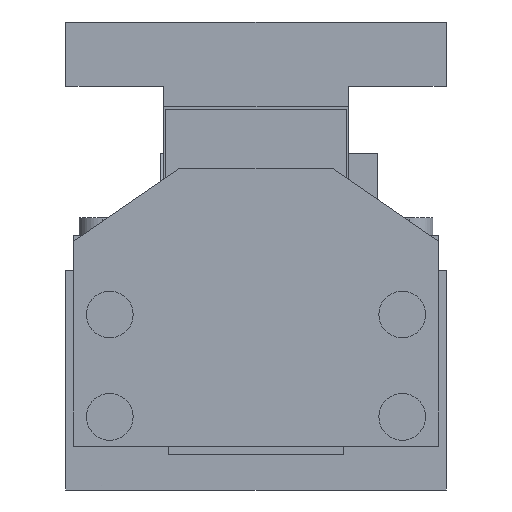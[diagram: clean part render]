
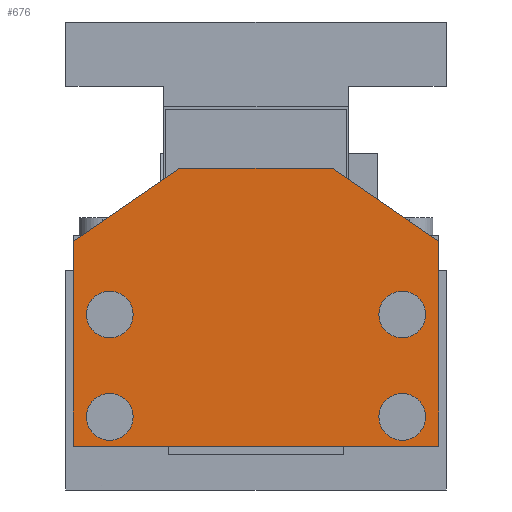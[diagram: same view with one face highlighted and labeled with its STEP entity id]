
A CAD part, left-side view. The second image highlights one B-rep face of the part: STEP entity #676.
In plain terms, the highlighted planar face has unit normal (-1, 0, 0).
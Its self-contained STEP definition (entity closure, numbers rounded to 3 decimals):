
#403=CARTESIAN_POINT('Line Origine',(-15.,0.,15.)) ;
#407=CARTESIAN_POINT('Vertex',(-15.,-62.5,15.)) ;
#409=CARTESIAN_POINT('Vertex',(-15.,62.5,15.)) ;
#436=CARTESIAN_POINT('Line Origine',(-15.,-62.5,50.)) ;
#440=CARTESIAN_POINT('Vertex',(-15.,-62.5,85.)) ;
#461=CARTESIAN_POINT('Line Origine',(-15.,62.5,50.)) ;
#465=CARTESIAN_POINT('Vertex',(-15.,62.5,85.)) ;
#486=CARTESIAN_POINT('Line Origine',(-15.,44.25,97.5)) ;
#490=CARTESIAN_POINT('Vertex',(-15.,26.,110.)) ;
#510=CARTESIAN_POINT('Line Origine',(-15.,0.,110.)) ;
#514=CARTESIAN_POINT('Vertex',(-15.,-26.,110.)) ;
#534=CARTESIAN_POINT('Line Origine',(-15.,-44.25,97.5)) ;
#591=CARTESIAN_POINT('Axis2P3D Location',(-15.,0.,0.)) ;
#604=CARTESIAN_POINT('Axis2P3D Location',(-15.,-50.,25.)) ;
#608=CARTESIAN_POINT('Vertex',(-15.,-42.,25.)) ;
#610=CARTESIAN_POINT('Vertex',(-15.,-58.,25.)) ;
#613=CARTESIAN_POINT('Axis2P3D Location',(-15.,-50.,25.)) ;
#622=CARTESIAN_POINT('Axis2P3D Location',(-15.,-50.,60.)) ;
#626=CARTESIAN_POINT('Vertex',(-15.,-42.,60.)) ;
#628=CARTESIAN_POINT('Vertex',(-15.,-58.,60.)) ;
#631=CARTESIAN_POINT('Axis2P3D Location',(-15.,-50.,60.)) ;
#640=CARTESIAN_POINT('Axis2P3D Location',(-15.,50.,60.)) ;
#644=CARTESIAN_POINT('Vertex',(-15.,58.,60.)) ;
#646=CARTESIAN_POINT('Vertex',(-15.,42.,60.)) ;
#649=CARTESIAN_POINT('Axis2P3D Location',(-15.,50.,60.)) ;
#658=CARTESIAN_POINT('Axis2P3D Location',(-15.,50.,25.)) ;
#662=CARTESIAN_POINT('Vertex',(-15.,58.,25.)) ;
#664=CARTESIAN_POINT('Vertex',(-15.,42.,25.)) ;
#667=CARTESIAN_POINT('Axis2P3D Location',(-15.,50.,25.)) ;
#404=DIRECTION('Vector Direction',(0.,-1.,0.)) ;
#437=DIRECTION('Vector Direction',(0.,0.,1.)) ;
#462=DIRECTION('Vector Direction',(0.,0.,-1.)) ;
#487=DIRECTION('Vector Direction',(0.,0.825,-0.565)) ;
#511=DIRECTION('Vector Direction',(0.,1.,0.)) ;
#535=DIRECTION('Vector Direction',(0.,0.825,0.565)) ;
#592=DIRECTION('Axis2P3D Direction',(1.,0.,0.)) ;
#593=DIRECTION('Axis2P3D XDirection',(0.,1.,0.)) ;
#605=DIRECTION('Axis2P3D Direction',(1.,0.,0.)) ;
#614=DIRECTION('Axis2P3D Direction',(1.,0.,0.)) ;
#623=DIRECTION('Axis2P3D Direction',(1.,0.,0.)) ;
#632=DIRECTION('Axis2P3D Direction',(1.,0.,0.)) ;
#641=DIRECTION('Axis2P3D Direction',(1.,0.,0.)) ;
#650=DIRECTION('Axis2P3D Direction',(1.,0.,0.)) ;
#659=DIRECTION('Axis2P3D Direction',(1.,0.,0.)) ;
#668=DIRECTION('Axis2P3D Direction',(1.,0.,0.)) ;
#594=AXIS2_PLACEMENT_3D('Plane Axis2P3D',#591,#592,#593) ;
#606=AXIS2_PLACEMENT_3D('Circle Axis2P3D',#604,#605,$) ;
#615=AXIS2_PLACEMENT_3D('Circle Axis2P3D',#613,#614,$) ;
#624=AXIS2_PLACEMENT_3D('Circle Axis2P3D',#622,#623,$) ;
#633=AXIS2_PLACEMENT_3D('Circle Axis2P3D',#631,#632,$) ;
#642=AXIS2_PLACEMENT_3D('Circle Axis2P3D',#640,#641,$) ;
#651=AXIS2_PLACEMENT_3D('Circle Axis2P3D',#649,#650,$) ;
#660=AXIS2_PLACEMENT_3D('Circle Axis2P3D',#658,#659,$) ;
#669=AXIS2_PLACEMENT_3D('Circle Axis2P3D',#667,#668,$) ;
#597=ORIENTED_EDGE('',*,*,#442,.F.) ;
#598=ORIENTED_EDGE('',*,*,#538,.F.) ;
#599=ORIENTED_EDGE('',*,*,#516,.F.) ;
#600=ORIENTED_EDGE('',*,*,#492,.F.) ;
#601=ORIENTED_EDGE('',*,*,#467,.F.) ;
#602=ORIENTED_EDGE('',*,*,#411,.F.) ;
#619=ORIENTED_EDGE('',*,*,#612,.F.) ;
#620=ORIENTED_EDGE('',*,*,#617,.F.) ;
#637=ORIENTED_EDGE('',*,*,#630,.F.) ;
#638=ORIENTED_EDGE('',*,*,#635,.F.) ;
#655=ORIENTED_EDGE('',*,*,#648,.F.) ;
#656=ORIENTED_EDGE('',*,*,#653,.F.) ;
#673=ORIENTED_EDGE('',*,*,#666,.F.) ;
#674=ORIENTED_EDGE('',*,*,#671,.F.) ;
#621=FACE_BOUND('',#618,.T.) ;
#639=FACE_BOUND('',#636,.T.) ;
#657=FACE_BOUND('',#654,.T.) ;
#675=FACE_BOUND('',#672,.T.) ;
#405=VECTOR('Line Direction',#404,1.) ;
#438=VECTOR('Line Direction',#437,1.) ;
#463=VECTOR('Line Direction',#462,1.) ;
#488=VECTOR('Line Direction',#487,1.) ;
#512=VECTOR('Line Direction',#511,1.) ;
#536=VECTOR('Line Direction',#535,1.) ;
#676=ADVANCED_FACE('CAM HOLDER',(#603,#621,#639,#657,#675),#595,.F.) ;
#607=CIRCLE('generated circle',#606,8.) ;
#616=CIRCLE('generated circle',#615,8.) ;
#625=CIRCLE('generated circle',#624,8.) ;
#634=CIRCLE('generated circle',#633,8.) ;
#643=CIRCLE('generated circle',#642,8.) ;
#652=CIRCLE('generated circle',#651,8.) ;
#661=CIRCLE('generated circle',#660,8.) ;
#670=CIRCLE('generated circle',#669,8.) ;
#411=EDGE_CURVE('',#408,#410,#406,.F.) ;
#442=EDGE_CURVE('',#441,#408,#439,.F.) ;
#467=EDGE_CURVE('',#410,#466,#464,.F.) ;
#492=EDGE_CURVE('',#466,#491,#489,.F.) ;
#516=EDGE_CURVE('',#491,#515,#513,.F.) ;
#538=EDGE_CURVE('',#515,#441,#537,.F.) ;
#612=EDGE_CURVE('',#609,#611,#607,.F.) ;
#617=EDGE_CURVE('',#611,#609,#616,.F.) ;
#630=EDGE_CURVE('',#627,#629,#625,.F.) ;
#635=EDGE_CURVE('',#629,#627,#634,.F.) ;
#648=EDGE_CURVE('',#645,#647,#643,.F.) ;
#653=EDGE_CURVE('',#647,#645,#652,.F.) ;
#666=EDGE_CURVE('',#663,#665,#661,.F.) ;
#671=EDGE_CURVE('',#665,#663,#670,.F.) ;
#596=EDGE_LOOP('',(#597,#598,#599,#600,#601,#602)) ;
#618=EDGE_LOOP('',(#619,#620)) ;
#636=EDGE_LOOP('',(#637,#638)) ;
#654=EDGE_LOOP('',(#655,#656)) ;
#672=EDGE_LOOP('',(#673,#674)) ;
#603=FACE_OUTER_BOUND('',#596,.T.) ;
#406=LINE('Line',#403,#405) ;
#439=LINE('Line',#436,#438) ;
#464=LINE('Line',#461,#463) ;
#489=LINE('Line',#486,#488) ;
#513=LINE('Line',#510,#512) ;
#537=LINE('Line',#534,#536) ;
#595=PLANE('Plane',#594) ;
#408=VERTEX_POINT('',#407) ;
#410=VERTEX_POINT('',#409) ;
#441=VERTEX_POINT('',#440) ;
#466=VERTEX_POINT('',#465) ;
#491=VERTEX_POINT('',#490) ;
#515=VERTEX_POINT('',#514) ;
#609=VERTEX_POINT('',#608) ;
#611=VERTEX_POINT('',#610) ;
#627=VERTEX_POINT('',#626) ;
#629=VERTEX_POINT('',#628) ;
#645=VERTEX_POINT('',#644) ;
#647=VERTEX_POINT('',#646) ;
#663=VERTEX_POINT('',#662) ;
#665=VERTEX_POINT('',#664) ;
